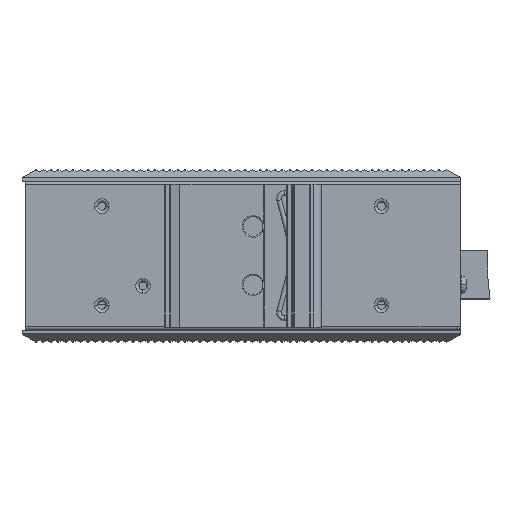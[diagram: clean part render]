
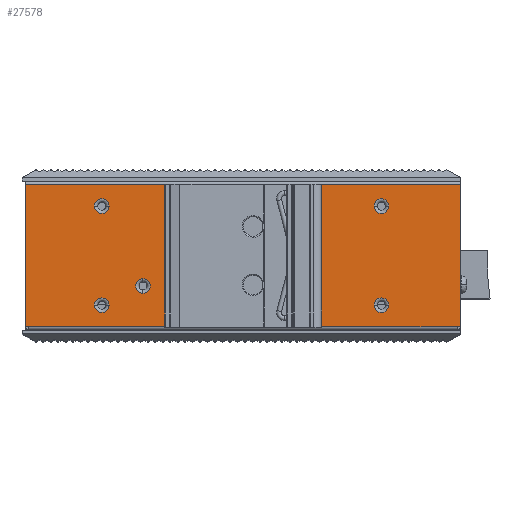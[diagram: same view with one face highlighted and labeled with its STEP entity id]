
A CAD part, top view. The second image highlights one B-rep face of the part: STEP entity #27578.
In plain terms, the highlighted planar face has unit normal (0, 0, 1).
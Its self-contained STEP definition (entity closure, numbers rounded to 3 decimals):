
#10374=DIRECTION('',(-1.,0.,0.));
#10375=VECTOR('',#10374,132.);
#10376=CARTESIAN_POINT('',(65.66,0.,46.3));
#10377=LINE('',#10376,#10375);
#10381=DIRECTION('',(1.,0.,0.));
#10382=VECTOR('',#10381,1.);
#10383=CARTESIAN_POINT('',(-67.34,0.,46.3));
#10384=LINE('',#10383,#10382);
#10388=DIRECTION('',(0.,-1.,0.));
#10389=VECTOR('',#10388,43.8);
#10390=CARTESIAN_POINT('',(-67.34,43.8,46.3));
#10391=LINE('',#10390,#10389);
#10395=DIRECTION('',(0.,1.,0.));
#10396=VECTOR('',#10395,43.8);
#10397=CARTESIAN_POINT('',(66.66,0.,46.3));
#10398=LINE('',#10397,#10396);
#10402=DIRECTION('',(1.,0.,0.));
#10403=VECTOR('',#10402,1.);
#10404=CARTESIAN_POINT('',(65.66,0.,46.3));
#10405=LINE('',#10404,#10403);
#10409=CARTESIAN_POINT('',(2.83,30.9,46.3));
#10410=DIRECTION('',(0.,0.,-1.));
#10411=DIRECTION('',(-1.,0.,0.));
#10412=AXIS2_PLACEMENT_3D('',#10409,#10410,#10411);
#10417=CARTESIAN_POINT('',(2.83,30.9,46.3));
#10418=DIRECTION('',(0.,0.,-1.));
#10419=DIRECTION('',(1.,0.,0.));
#10420=AXIS2_PLACEMENT_3D('',#10417,#10418,#10419);
#10425=CARTESIAN_POINT('',(2.83,12.9,46.3));
#10426=DIRECTION('',(0.,0.,-1.));
#10427=DIRECTION('',(-1.,0.,0.));
#10428=AXIS2_PLACEMENT_3D('',#10425,#10426,#10427);
#10433=CARTESIAN_POINT('',(2.83,12.9,46.3));
#10434=DIRECTION('',(0.,0.,-1.));
#10435=DIRECTION('',(1.,0.,0.));
#10436=AXIS2_PLACEMENT_3D('',#10433,#10434,#10435);
#10441=CARTESIAN_POINT('',(42.36,6.65,46.3));
#10442=DIRECTION('',(0.,0.,-1.));
#10443=DIRECTION('',(1.,0.,0.));
#10444=AXIS2_PLACEMENT_3D('',#10441,#10442,#10443);
#10449=CARTESIAN_POINT('',(42.36,6.65,46.3));
#10450=DIRECTION('',(0.,0.,-1.));
#10451=DIRECTION('',(-1.,0.,0.));
#10452=AXIS2_PLACEMENT_3D('',#10449,#10450,#10451);
#10457=CARTESIAN_POINT('',(42.36,37.15,46.3));
#10458=DIRECTION('',(0.,0.,-1.));
#10459=DIRECTION('',(1.,0.,0.));
#10460=AXIS2_PLACEMENT_3D('',#10457,#10458,#10459);
#10465=CARTESIAN_POINT('',(42.36,37.15,46.3));
#10466=DIRECTION('',(0.,0.,-1.));
#10467=DIRECTION('',(-1.,0.,0.));
#10468=AXIS2_PLACEMENT_3D('',#10465,#10466,#10467);
#10473=CARTESIAN_POINT('',(-43.78,6.65,46.3));
#10474=DIRECTION('',(0.,0.,-1.));
#10475=DIRECTION('',(1.,0.,0.));
#10476=AXIS2_PLACEMENT_3D('',#10473,#10474,#10475);
#10481=CARTESIAN_POINT('',(-43.78,6.65,46.3));
#10482=DIRECTION('',(0.,0.,-1.));
#10483=DIRECTION('',(-1.,0.,0.));
#10484=AXIS2_PLACEMENT_3D('',#10481,#10482,#10483);
#10489=CARTESIAN_POINT('',(-43.78,37.15,46.3));
#10490=DIRECTION('',(0.,0.,-1.));
#10491=DIRECTION('',(1.,0.,0.));
#10492=AXIS2_PLACEMENT_3D('',#10489,#10490,#10491);
#10497=CARTESIAN_POINT('',(-43.78,37.15,46.3));
#10498=DIRECTION('',(0.,0.,-1.));
#10499=DIRECTION('',(-1.,0.,0.));
#10500=AXIS2_PLACEMENT_3D('',#10497,#10498,#10499);
#10505=CARTESIAN_POINT('',(-31.09,12.6,46.3));
#10506=DIRECTION('',(0.,0.,-1.));
#10507=DIRECTION('',(0.,-1.,0.));
#10508=AXIS2_PLACEMENT_3D('',#10505,#10506,#10507);
#10513=CARTESIAN_POINT('',(-31.09,12.6,46.3));
#10514=DIRECTION('',(0.,0.,-1.));
#10515=DIRECTION('',(0.,1.,0.));
#10516=AXIS2_PLACEMENT_3D('',#10513,#10514,#10515);
#11798=DIRECTION('',(-1.,0.,0.));
#11799=VECTOR('',#11798,134.);
#11800=CARTESIAN_POINT('',(66.66,43.8,46.3));
#11801=LINE('',#11800,#11799);
#12803=CARTESIAN_POINT('',(66.66,0.,46.3));
#12805=VERTEX_POINT('',#12803);
#12806=CARTESIAN_POINT('',(65.66,0.,46.3));
#12807=VERTEX_POINT('',#12806);
#12809=CARTESIAN_POINT('',(-67.34,0.,46.3));
#12811=VERTEX_POINT('',#12809);
#12812=CARTESIAN_POINT('',(-66.34,0.,46.3));
#12813=VERTEX_POINT('',#12812);
#12830=CARTESIAN_POINT('',(66.66,43.8,46.3));
#12831=CARTESIAN_POINT('',(-67.34,43.8,46.3));
#12832=VERTEX_POINT('',#12830);
#12833=VERTEX_POINT('',#12831);
#12868=CARTESIAN_POINT('',(1.58,30.9,46.3));
#12869=CARTESIAN_POINT('',(4.08,30.9,46.3));
#12870=VERTEX_POINT('',#12868);
#12871=VERTEX_POINT('',#12869);
#12876=CARTESIAN_POINT('',(1.58,12.9,46.3));
#12877=CARTESIAN_POINT('',(4.08,12.9,46.3));
#12878=VERTEX_POINT('',#12876);
#12879=VERTEX_POINT('',#12877);
#14424=CARTESIAN_POINT('',(44.61,6.65,46.3));
#14425=CARTESIAN_POINT('',(40.11,6.65,46.3));
#14426=VERTEX_POINT('',#14424);
#14427=VERTEX_POINT('',#14425);
#14444=CARTESIAN_POINT('',(44.61,37.15,46.3));
#14445=CARTESIAN_POINT('',(40.11,37.15,46.3));
#14446=VERTEX_POINT('',#14444);
#14447=VERTEX_POINT('',#14445);
#14464=CARTESIAN_POINT('',(-41.53,6.65,46.3));
#14465=CARTESIAN_POINT('',(-46.03,6.65,46.3));
#14466=VERTEX_POINT('',#14464);
#14467=VERTEX_POINT('',#14465);
#14484=CARTESIAN_POINT('',(-41.53,37.15,46.3));
#14485=CARTESIAN_POINT('',(-46.03,37.15,46.3));
#14486=VERTEX_POINT('',#14484);
#14487=VERTEX_POINT('',#14485);
#14856=CARTESIAN_POINT('',(-31.09,10.35,46.3));
#14857=CARTESIAN_POINT('',(-31.09,14.85,46.3));
#14858=VERTEX_POINT('',#14856);
#14859=VERTEX_POINT('',#14857);
#27521=CARTESIAN_POINT('',(-66.34,0.,46.3));
#27522=DIRECTION('',(0.,0.,-1.));
#27523=DIRECTION('',(-1.,0.,0.));
#27524=AXIS2_PLACEMENT_3D('',#27521,#27522,#27523);
#27525=PLANE('',#27524);
#27527=ORIENTED_EDGE('',*,*,#27526,.T.);
#27528=ORIENTED_EDGE('',*,*,#27355,.F.);
#27529=ORIENTED_EDGE('',*,*,#27375,.F.);
#27531=ORIENTED_EDGE('',*,*,#27530,.F.);
#27532=ORIENTED_EDGE('',*,*,#27508,.F.);
#27533=ORIENTED_EDGE('',*,*,#19960,.F.);
#27534=EDGE_LOOP('',(#27527,#27528,#27529,#27531,#27532,#27533));
#27535=FACE_OUTER_BOUND('',#27534,.F.);
#27537=ORIENTED_EDGE('',*,*,#27536,.F.);
#27539=ORIENTED_EDGE('',*,*,#27538,.F.);
#27540=EDGE_LOOP('',(#27537,#27539));
#27541=FACE_BOUND('',#27540,.F.);
#27543=ORIENTED_EDGE('',*,*,#27542,.F.);
#27545=ORIENTED_EDGE('',*,*,#27544,.F.);
#27546=EDGE_LOOP('',(#27543,#27545));
#27547=FACE_BOUND('',#27546,.F.);
#27549=ORIENTED_EDGE('',*,*,#27548,.F.);
#27551=ORIENTED_EDGE('',*,*,#27550,.F.);
#27552=EDGE_LOOP('',(#27549,#27551));
#27553=FACE_BOUND('',#27552,.F.);
#27555=ORIENTED_EDGE('',*,*,#27554,.F.);
#27557=ORIENTED_EDGE('',*,*,#27556,.F.);
#27558=EDGE_LOOP('',(#27555,#27557));
#27559=FACE_BOUND('',#27558,.F.);
#27561=ORIENTED_EDGE('',*,*,#27560,.F.);
#27563=ORIENTED_EDGE('',*,*,#27562,.F.);
#27564=EDGE_LOOP('',(#27561,#27563));
#27565=FACE_BOUND('',#27564,.F.);
#27567=ORIENTED_EDGE('',*,*,#27566,.F.);
#27569=ORIENTED_EDGE('',*,*,#27568,.F.);
#27570=EDGE_LOOP('',(#27567,#27569));
#27571=FACE_BOUND('',#27570,.F.);
#27573=ORIENTED_EDGE('',*,*,#27572,.F.);
#27575=ORIENTED_EDGE('',*,*,#27574,.F.);
#27576=EDGE_LOOP('',(#27573,#27575));
#27577=FACE_BOUND('',#27576,.F.);
#10413=CIRCLE('',#10412,1.25);
#10421=CIRCLE('',#10420,1.25);
#10429=CIRCLE('',#10428,1.25);
#10437=CIRCLE('',#10436,1.25);
#10445=CIRCLE('',#10444,2.25);
#10453=CIRCLE('',#10452,2.25);
#10461=CIRCLE('',#10460,2.25);
#10469=CIRCLE('',#10468,2.25);
#10477=CIRCLE('',#10476,2.25);
#10485=CIRCLE('',#10484,2.25);
#10493=CIRCLE('',#10492,2.25);
#10501=CIRCLE('',#10500,2.25);
#10509=CIRCLE('',#10508,2.25);
#10517=CIRCLE('',#10516,2.25);
#19960=EDGE_CURVE('',#12807,#12805,#10405,.T.);
#27355=EDGE_CURVE('',#12811,#12813,#10384,.T.);
#27375=EDGE_CURVE('',#12833,#12811,#10391,.T.);
#27508=EDGE_CURVE('',#12805,#12832,#10398,.T.);
#27526=EDGE_CURVE('',#12807,#12813,#10377,.T.);
#27530=EDGE_CURVE('',#12832,#12833,#11801,.T.);
#27536=EDGE_CURVE('',#12870,#12871,#10413,.T.);
#27538=EDGE_CURVE('',#12871,#12870,#10421,.T.);
#27542=EDGE_CURVE('',#12878,#12879,#10429,.T.);
#27544=EDGE_CURVE('',#12879,#12878,#10437,.T.);
#27548=EDGE_CURVE('',#14426,#14427,#10445,.T.);
#27550=EDGE_CURVE('',#14427,#14426,#10453,.T.);
#27554=EDGE_CURVE('',#14446,#14447,#10461,.T.);
#27556=EDGE_CURVE('',#14447,#14446,#10469,.T.);
#27560=EDGE_CURVE('',#14466,#14467,#10477,.T.);
#27562=EDGE_CURVE('',#14467,#14466,#10485,.T.);
#27566=EDGE_CURVE('',#14486,#14487,#10493,.T.);
#27568=EDGE_CURVE('',#14487,#14486,#10501,.T.);
#27572=EDGE_CURVE('',#14858,#14859,#10509,.T.);
#27574=EDGE_CURVE('',#14859,#14858,#10517,.T.);
#27578=ADVANCED_FACE('',(#27535,#27541,#27547,#27553,#27559,#27565,#27571,
#27577),#27525,.F.);
